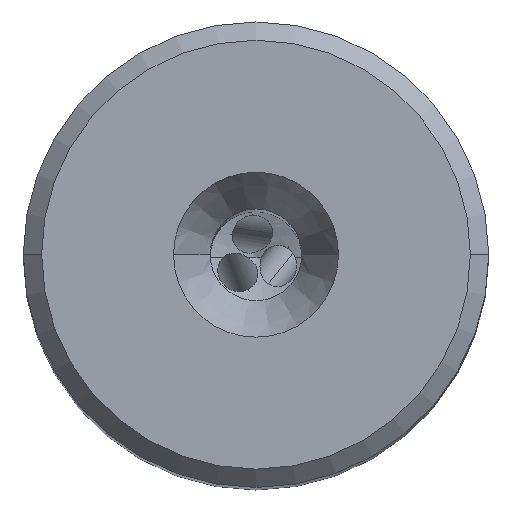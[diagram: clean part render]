
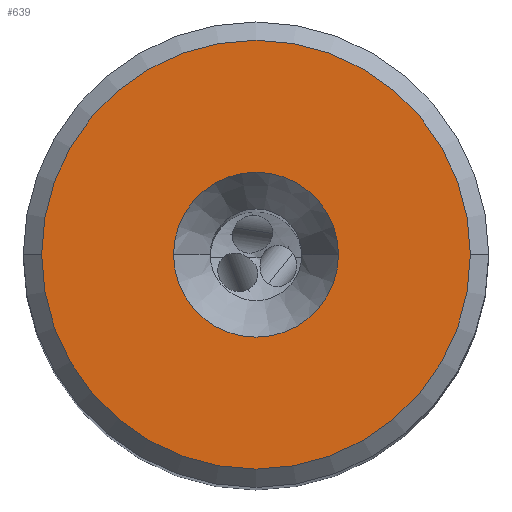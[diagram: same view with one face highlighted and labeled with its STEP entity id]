
A CAD part, top view. The second image highlights one B-rep face of the part: STEP entity #639.
In plain terms, the highlighted planar face has unit normal (0, 0, 1).
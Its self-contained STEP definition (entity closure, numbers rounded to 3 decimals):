
#639=ADVANCED_FACE('',(#863,#864),#828,.T.);
#828=PLANE('',#5776);
#863=FACE_BOUND('',#1004,.T.);
#864=FACE_BOUND('',#1005,.T.);
#1004=EDGE_LOOP('',(#2745,#2746));
#1005=EDGE_LOOP('',(#2747,#2748));
#1734=CIRCLE('',#5768,11.7);
#1735=CIRCLE('',#5770,11.7);
#1737=CIRCLE('',#5774,4.5);
#1738=CIRCLE('',#5775,4.5);
#2745=ORIENTED_EDGE('',*,*,#4602,.F.);
#2746=ORIENTED_EDGE('',*,*,#4600,.F.);
#2747=ORIENTED_EDGE('',*,*,#4604,.F.);
#2748=ORIENTED_EDGE('',*,*,#4605,.F.);
#3909=VERTEX_POINT('',#11654);
#3910=VERTEX_POINT('',#11656);
#3911=VERTEX_POINT('',#11664);
#3912=VERTEX_POINT('',#11665);
#4600=EDGE_CURVE('',#3909,#3910,#1734,.T.);
#4602=EDGE_CURVE('',#3910,#3909,#1735,.T.);
#4604=EDGE_CURVE('',#3911,#3912,#1737,.T.);
#4605=EDGE_CURVE('',#3912,#3911,#1738,.T.);
#5768=AXIS2_PLACEMENT_3D('',#11655,#6752,#6753);
#5770=AXIS2_PLACEMENT_3D('',#11659,#6757,#6758);
#5774=AXIS2_PLACEMENT_3D('',#11663,#6765,#6766);
#5775=AXIS2_PLACEMENT_3D('',#11666,#6767,#6768);
#5776=AXIS2_PLACEMENT_3D('',#11667,#6769,#6770);
#6752=DIRECTION('',(0.,0.,-1.));
#6753=DIRECTION('',(1.,0.,0.));
#6757=DIRECTION('',(0.,0.,-1.));
#6758=DIRECTION('',(-1.,0.,0.));
#6765=DIRECTION('',(0.,0.,1.));
#6766=DIRECTION('',(-1.,0.,0.));
#6767=DIRECTION('',(0.,0.,1.));
#6768=DIRECTION('',(1.,0.,0.));
#6769=DIRECTION('',(0.,0.,1.));
#6770=DIRECTION('',(1.,0.,0.));
#11654=CARTESIAN_POINT('',(11.7,0.,0.));
#11655=CARTESIAN_POINT('',(0.,0.,0.));
#11656=CARTESIAN_POINT('',(-11.7,0.,0.));
#11659=CARTESIAN_POINT('',(0.,0.,0.));
#11663=CARTESIAN_POINT('',(0.,0.,0.));
#11664=CARTESIAN_POINT('',(-4.5,0.,0.));
#11665=CARTESIAN_POINT('',(4.5,0.,0.));
#11666=CARTESIAN_POINT('',(0.,0.,0.));
#11667=CARTESIAN_POINT('',(0.,0.,0.));
